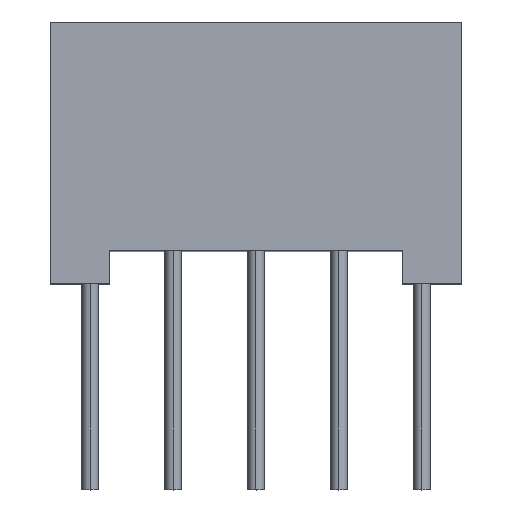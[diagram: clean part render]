
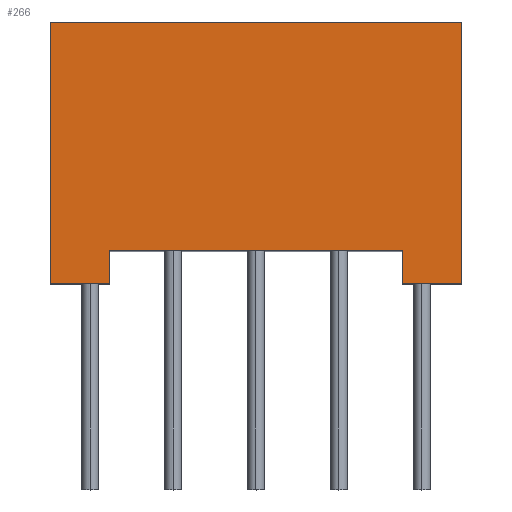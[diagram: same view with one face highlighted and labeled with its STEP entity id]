
A CAD part, top view. The second image highlights one B-rep face of the part: STEP entity #266.
In plain terms, the highlighted planar face has unit normal (0, 0, 1).
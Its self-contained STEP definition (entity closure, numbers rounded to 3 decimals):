
#30 = EDGE_CURVE ( 'NONE', #1883, #2659, #202, .T. ) ;
#126 = EDGE_LOOP ( 'NONE', ( #2236, #1335, #1984, #3196, #1464, #2446, #2873, #507 ) ) ;
#127 = EDGE_CURVE ( 'NONE', #2038, #2046, #2666, .T. ) ;
#195 = CARTESIAN_POINT ( 'NONE',  ( -6.3, 8., 9.5 ) ) ;
#199 = EDGE_CURVE ( 'NONE', #2920, #3434, #3087, .T. ) ;
#202 = LINE ( 'NONE', #3422, #3060 ) ;
#219 = CARTESIAN_POINT ( 'NONE',  ( 4.5, 0., 9.5 ) ) ;
#254 = CARTESIAN_POINT ( 'NONE',  ( 6.3, 0., 9.5 ) ) ;
#266 = ADVANCED_FACE ( 'NONE', ( #1750 ), #2542, .F. ) ;
#350 = VECTOR ( 'NONE', #2763, 1000. ) ;
#353 = CARTESIAN_POINT ( 'NONE',  ( -6.3, 0., 9.5 ) ) ;
#395 = EDGE_CURVE ( 'NONE', #2046, #3434, #1495, .T. ) ;
#507 = ORIENTED_EDGE ( 'NONE', *, *, #199, .F. ) ;
#521 = VERTEX_POINT ( 'NONE', #2255 ) ;
#588 = EDGE_CURVE ( 'NONE', #2038, #1883, #2725, .T. ) ;
#849 = VERTEX_POINT ( 'NONE', #219 ) ;
#872 = DIRECTION ( 'NONE',  ( 0., 1., 0. ) ) ;
#1101 = LINE ( 'NONE', #2604, #2974 ) ;
#1179 = VECTOR ( 'NONE', #2775, 1000. ) ;
#1201 = AXIS2_PLACEMENT_3D ( 'NONE', #195, #1454, #2660 ) ;
#1297 = DIRECTION ( 'NONE',  ( 0., -1., 0. ) ) ;
#1335 = ORIENTED_EDGE ( 'NONE', *, *, #2245, .F. ) ;
#1375 = CARTESIAN_POINT ( 'NONE',  ( -4.5, 0., 9.5 ) ) ;
#1401 = LINE ( 'NONE', #3467, #3046 ) ;
#1454 = DIRECTION ( 'NONE',  ( 0., 0., -1. ) ) ;
#1464 = ORIENTED_EDGE ( 'NONE', *, *, #588, .F. ) ;
#1495 = LINE ( 'NONE', #353, #2147 ) ;
#1565 = CARTESIAN_POINT ( 'NONE',  ( -4.5, -1., 9.5 ) ) ;
#1700 = CARTESIAN_POINT ( 'NONE',  ( 6.3, 8., 9.5 ) ) ;
#1750 = FACE_OUTER_BOUND ( 'NONE', #126, .T. ) ;
#1883 = VERTEX_POINT ( 'NONE', #1700 ) ;
#1908 = CARTESIAN_POINT ( 'NONE',  ( -6.3, 0., 9.5 ) ) ;
#1984 = ORIENTED_EDGE ( 'NONE', *, *, #2124, .T. ) ;
#2038 = VERTEX_POINT ( 'NONE', #3677 ) ;
#2046 = VERTEX_POINT ( 'NONE', #3440 ) ;
#2124 = EDGE_CURVE ( 'NONE', #849, #2659, #3101, .T. ) ;
#2147 = VECTOR ( 'NONE', #3310, 1000. ) ;
#2236 = ORIENTED_EDGE ( 'NONE', *, *, #2848, .F. ) ;
#2245 = EDGE_CURVE ( 'NONE', #849, #521, #1101, .T. ) ;
#2255 = CARTESIAN_POINT ( 'NONE',  ( 4.5, 1., 9.5 ) ) ;
#2390 = VECTOR ( 'NONE', #1297, 1000. ) ;
#2446 = ORIENTED_EDGE ( 'NONE', *, *, #127, .T. ) ;
#2468 = CARTESIAN_POINT ( 'NONE',  ( -6.3, 8., 9.5 ) ) ;
#2542 = PLANE ( 'NONE',  #1201 ) ;
#2577 = DIRECTION ( 'NONE',  ( 0., -1., 0. ) ) ;
#2604 = CARTESIAN_POINT ( 'NONE',  ( 4.5, -1., 9.5 ) ) ;
#2659 = VERTEX_POINT ( 'NONE', #254 ) ;
#2660 = DIRECTION ( 'NONE',  ( -1., 0., 0. ) ) ;
#2661 = CARTESIAN_POINT ( 'NONE',  ( -4.5, 1., 9.5 ) ) ;
#2666 = LINE ( 'NONE', #2706, #3435 ) ;
#2706 = CARTESIAN_POINT ( 'NONE',  ( -6.3, 8., 9.5 ) ) ;
#2725 = LINE ( 'NONE', #2468, #350 ) ;
#2763 = DIRECTION ( 'NONE',  ( 1., 0., 0. ) ) ;
#2775 = DIRECTION ( 'NONE',  ( 1., 0., 0. ) ) ;
#2848 = EDGE_CURVE ( 'NONE', #521, #2920, #1401, .T. ) ;
#2873 = ORIENTED_EDGE ( 'NONE', *, *, #395, .T. ) ;
#2884 = DIRECTION ( 'NONE',  ( -1., 0., 0. ) ) ;
#2920 = VERTEX_POINT ( 'NONE', #2661 ) ;
#2974 = VECTOR ( 'NONE', #872, 1000. ) ;
#3046 = VECTOR ( 'NONE', #2884, 1000. ) ;
#3060 = VECTOR ( 'NONE', #2577, 1000. ) ;
#3087 = LINE ( 'NONE', #1565, #2390 ) ;
#3101 = LINE ( 'NONE', #1908, #1179 ) ;
#3196 = ORIENTED_EDGE ( 'NONE', *, *, #30, .F. ) ;
#3261 = DIRECTION ( 'NONE',  ( 0., -1., 0. ) ) ;
#3310 = DIRECTION ( 'NONE',  ( 1., 0., 0. ) ) ;
#3422 = CARTESIAN_POINT ( 'NONE',  ( 6.3, 8., 9.5 ) ) ;
#3434 = VERTEX_POINT ( 'NONE', #1375 ) ;
#3435 = VECTOR ( 'NONE', #3261, 1000. ) ;
#3440 = CARTESIAN_POINT ( 'NONE',  ( -6.3, 0., 9.5 ) ) ;
#3467 = CARTESIAN_POINT ( 'NONE',  ( -4.5, 1., 9.5 ) ) ;
#3677 = CARTESIAN_POINT ( 'NONE',  ( -6.3, 8., 9.5 ) ) ;
